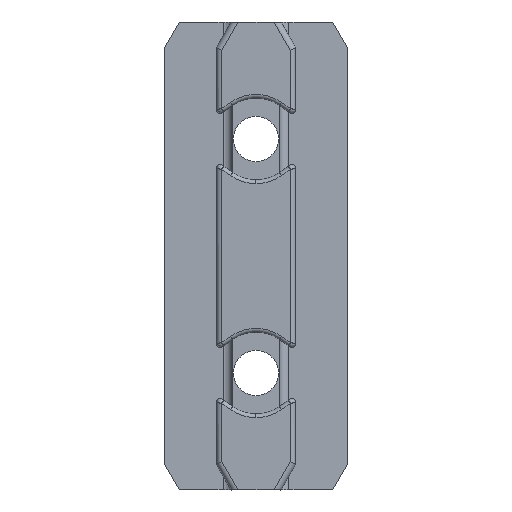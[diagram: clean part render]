
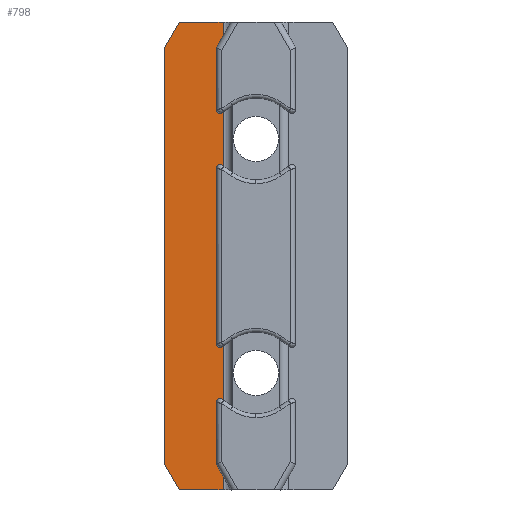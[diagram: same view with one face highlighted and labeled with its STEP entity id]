
A CAD part, left-side view. The second image highlights one B-rep face of the part: STEP entity #798.
In plain terms, the highlighted planar face has unit normal (-1, 0, 0).
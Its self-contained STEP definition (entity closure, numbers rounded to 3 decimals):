
#97 = VECTOR ( 'NONE', #3403, 1000. ) ;
#230 = ORIENTED_EDGE ( 'NONE', *, *, #2773, .F. ) ;
#274 = CARTESIAN_POINT ( 'NONE',  ( -0.85, 2.25, -16. ) ) ;
#325 = DIRECTION ( 'NONE',  ( 0., 1., 0. ) ) ;
#366 = VECTOR ( 'NONE', #6207, 1000. ) ;
#647 = CARTESIAN_POINT ( 'NONE',  ( -0.85, 5.25, 16. ) ) ;
#798 = ADVANCED_FACE ( 'NONE', ( #3502 ), #7652, .F. ) ;
#1400 = CARTESIAN_POINT ( 'NONE',  ( -0.85, 2.25, 16. ) ) ;
#1678 = CARTESIAN_POINT ( 'NONE',  ( -0.85, 5.25, -16. ) ) ;
#1808 = EDGE_CURVE ( 'NONE', #6197, #2087, #10208, .T. ) ;
#1975 = VERTEX_POINT ( 'NONE', #1400 ) ;
#2087 = VERTEX_POINT ( 'NONE', #1678 ) ;
#2355 = EDGE_CURVE ( 'NONE', #5608, #7859, #6956, .T. ) ;
#2523 = ORIENTED_EDGE ( 'NONE', *, *, #3796, .F. ) ;
#2773 = EDGE_CURVE ( 'NONE', #5608, #1975, #3838, .T. ) ;
#2893 = CARTESIAN_POINT ( 'NONE',  ( -0.85, 5.436, 16. ) ) ;
#3031 = DIRECTION ( 'NONE',  ( 0., 0.5, -0.866 ) ) ;
#3403 = DIRECTION ( 'NONE',  ( 0., 0., -1. ) ) ;
#3502 = FACE_OUTER_BOUND ( 'NONE', #4275, .T. ) ;
#3507 = CARTESIAN_POINT ( 'NONE',  ( -0.85, 5.436, 16. ) ) ;
#3533 = LINE ( 'NONE', #5846, #6310 ) ;
#3796 = EDGE_CURVE ( 'NONE', #1975, #4622, #3822, .T. ) ;
#3822 = LINE ( 'NONE', #8845, #5852 ) ;
#3838 = LINE ( 'NONE', #2893, #366 ) ;
#4275 = EDGE_LOOP ( 'NONE', ( #230, #8743, #9295, #5191, #4961, #2523 ) ) ;
#4277 = DIRECTION ( 'NONE',  ( 0., 0., -1. ) ) ;
#4622 = VERTEX_POINT ( 'NONE', #274 ) ;
#4961 = ORIENTED_EDGE ( 'NONE', *, *, #9121, .T. ) ;
#5082 = DIRECTION ( 'NONE',  ( 1., 0., 0. ) ) ;
#5191 = ORIENTED_EDGE ( 'NONE', *, *, #1808, .T. ) ;
#5467 = CARTESIAN_POINT ( 'NONE',  ( -0.85, 6.25, -14.268 ) ) ;
#5557 = CARTESIAN_POINT ( 'NONE',  ( -0.85, 5.25, 16. ) ) ;
#5608 = VERTEX_POINT ( 'NONE', #5557 ) ;
#5740 = EDGE_CURVE ( 'NONE', #7859, #6197, #6661, .T. ) ;
#5753 = VECTOR ( 'NONE', #3031, 1000. ) ;
#5804 = CARTESIAN_POINT ( 'NONE',  ( -0.85, 6.25, 16. ) ) ;
#5810 = DIRECTION ( 'NONE',  ( 0., -1., 0. ) ) ;
#5846 = CARTESIAN_POINT ( 'NONE',  ( -0.85, 5.436, -16. ) ) ;
#5852 = VECTOR ( 'NONE', #4277, 1000. ) ;
#6197 = VERTEX_POINT ( 'NONE', #8269 ) ;
#6207 = DIRECTION ( 'NONE',  ( 0., -1., 0. ) ) ;
#6310 = VECTOR ( 'NONE', #5810, 1000. ) ;
#6661 = LINE ( 'NONE', #5804, #97 ) ;
#6956 = LINE ( 'NONE', #647, #5753 ) ;
#7652 = PLANE ( 'NONE',  #8599 ) ;
#7859 = VERTEX_POINT ( 'NONE', #9268 ) ;
#7980 = VECTOR ( 'NONE', #9365, 1000. ) ;
#8269 = CARTESIAN_POINT ( 'NONE',  ( -0.85, 6.25, -14.268 ) ) ;
#8599 = AXIS2_PLACEMENT_3D ( 'NONE', #3507, #5082, #325 ) ;
#8743 = ORIENTED_EDGE ( 'NONE', *, *, #2355, .T. ) ;
#8845 = CARTESIAN_POINT ( 'NONE',  ( -0.85, 2.25, 16. ) ) ;
#9121 = EDGE_CURVE ( 'NONE', #2087, #4622, #3533, .T. ) ;
#9268 = CARTESIAN_POINT ( 'NONE',  ( -0.85, 6.25, 14.268 ) ) ;
#9295 = ORIENTED_EDGE ( 'NONE', *, *, #5740, .T. ) ;
#9365 = DIRECTION ( 'NONE',  ( 0., -0.5, -0.866 ) ) ;
#10208 = LINE ( 'NONE', #5467, #7980 ) ;
